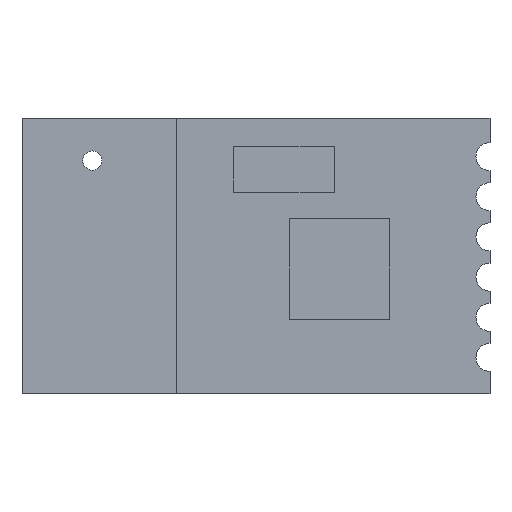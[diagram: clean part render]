
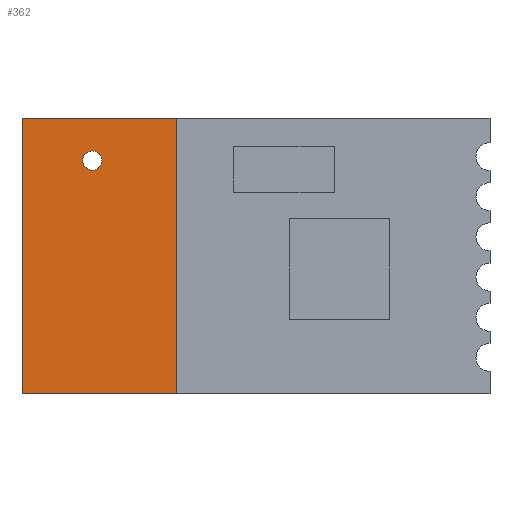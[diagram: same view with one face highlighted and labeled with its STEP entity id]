
A CAD part, top view. The second image highlights one B-rep face of the part: STEP entity #362.
In plain terms, the highlighted planar face has unit normal (0, 0, 1).
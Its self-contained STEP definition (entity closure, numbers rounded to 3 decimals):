
#14 = CIRCLE ( 'NONE', #1096, 0.479 ) ;
#16 = LINE ( 'NONE', #961, #644 ) ;
#60 = EDGE_CURVE ( 'NONE', #1403, #1070, #212, .T. ) ;
#78 = CARTESIAN_POINT ( 'NONE',  ( -9.482, -5.793, 1.1 ) ) ;
#87 = PLANE ( 'NONE',  #186 ) ;
#130 = ORIENTED_EDGE ( 'NONE', *, *, #1229, .F. ) ;
#143 = CARTESIAN_POINT ( 'NONE',  ( -5.982, 5.807, 1.1 ) ) ;
#160 = DIRECTION ( 'NONE',  ( 0., -1., 0. ) ) ;
#172 = CARTESIAN_POINT ( 'NONE',  ( -6.461, 5.807, 1.1 ) ) ;
#174 = ORIENTED_EDGE ( 'NONE', *, *, #672, .T. ) ;
#186 = AXIS2_PLACEMENT_3D ( 'NONE', #1572, #1274, #341 ) ;
#204 = ORIENTED_EDGE ( 'NONE', *, *, #1369, .F. ) ;
#212 = LINE ( 'NONE', #609, #550 ) ;
#298 = CARTESIAN_POINT ( 'NONE',  ( -1.776, -5.793, 1.1 ) ) ;
#310 = VERTEX_POINT ( 'NONE', #1634 ) ;
#341 = DIRECTION ( 'NONE',  ( 1., 0., 0. ) ) ;
#362 = ADVANCED_FACE ( 'NONE', ( #1718, #493 ), #87, .T. ) ;
#394 = VERTEX_POINT ( 'NONE', #844 ) ;
#396 = VERTEX_POINT ( 'NONE', #172 ) ;
#422 = LINE ( 'NONE', #534, #1362 ) ;
#456 = DIRECTION ( 'NONE',  ( 1., 0., 0. ) ) ;
#493 = FACE_OUTER_BOUND ( 'NONE', #1365, .T. ) ;
#499 = DIRECTION ( 'NONE',  ( 0., 1., 0. ) ) ;
#534 = CARTESIAN_POINT ( 'NONE',  ( -9.482, 7.907, 1.1 ) ) ;
#550 = VECTOR ( 'NONE', #499, 1000. ) ;
#609 = CARTESIAN_POINT ( 'NONE',  ( -1.776, 7.907, 1.1 ) ) ;
#644 = VECTOR ( 'NONE', #160, 1000. ) ;
#672 = EDGE_CURVE ( 'NONE', #310, #1403, #1681, .T. ) ;
#793 = EDGE_LOOP ( 'NONE', ( #130, #204 ) ) ;
#807 = CIRCLE ( 'NONE', #1385, 0.479 ) ;
#844 = CARTESIAN_POINT ( 'NONE',  ( -9.482, 7.907, 1.1 ) ) ;
#845 = CARTESIAN_POINT ( 'NONE',  ( -5.982, 5.807, 1.1 ) ) ;
#862 = EDGE_CURVE ( 'NONE', #1070, #394, #422, .T. ) ;
#957 = DIRECTION ( 'NONE',  ( -1., 0., 0. ) ) ;
#961 = CARTESIAN_POINT ( 'NONE',  ( -9.482, 7.907, 1.1 ) ) ;
#963 = DIRECTION ( 'NONE',  ( 1., 0., 0. ) ) ;
#1070 = VERTEX_POINT ( 'NONE', #1159 ) ;
#1096 = AXIS2_PLACEMENT_3D ( 'NONE', #143, #1127, #1690 ) ;
#1108 = ORIENTED_EDGE ( 'NONE', *, *, #862, .T. ) ;
#1117 = DIRECTION ( 'NONE',  ( 0., 0., 1. ) ) ;
#1127 = DIRECTION ( 'NONE',  ( 0., 0., 1. ) ) ;
#1159 = CARTESIAN_POINT ( 'NONE',  ( -1.776, 7.907, 1.1 ) ) ;
#1229 = EDGE_CURVE ( 'NONE', #1680, #396, #807, .T. ) ;
#1273 = VECTOR ( 'NONE', #456, 1000. ) ;
#1274 = DIRECTION ( 'NONE',  ( 0., 0., 1. ) ) ;
#1362 = VECTOR ( 'NONE', #957, 1000. ) ;
#1365 = EDGE_LOOP ( 'NONE', ( #1768, #174, #1549, #1108 ) ) ;
#1369 = EDGE_CURVE ( 'NONE', #396, #1680, #14, .T. ) ;
#1385 = AXIS2_PLACEMENT_3D ( 'NONE', #845, #1117, #963 ) ;
#1403 = VERTEX_POINT ( 'NONE', #298 ) ;
#1437 = EDGE_CURVE ( 'NONE', #394, #310, #16, .T. ) ;
#1485 = CARTESIAN_POINT ( 'NONE',  ( -5.503, 5.807, 1.1 ) ) ;
#1549 = ORIENTED_EDGE ( 'NONE', *, *, #60, .T. ) ;
#1572 = CARTESIAN_POINT ( 'NONE',  ( 0., 0., 1.1 ) ) ;
#1634 = CARTESIAN_POINT ( 'NONE',  ( -9.482, -5.793, 1.1 ) ) ;
#1680 = VERTEX_POINT ( 'NONE', #1485 ) ;
#1681 = LINE ( 'NONE', #78, #1273 ) ;
#1690 = DIRECTION ( 'NONE',  ( 1., 0., 0. ) ) ;
#1718 = FACE_BOUND ( 'NONE', #793, .T. ) ;
#1768 = ORIENTED_EDGE ( 'NONE', *, *, #1437, .T. ) ;
